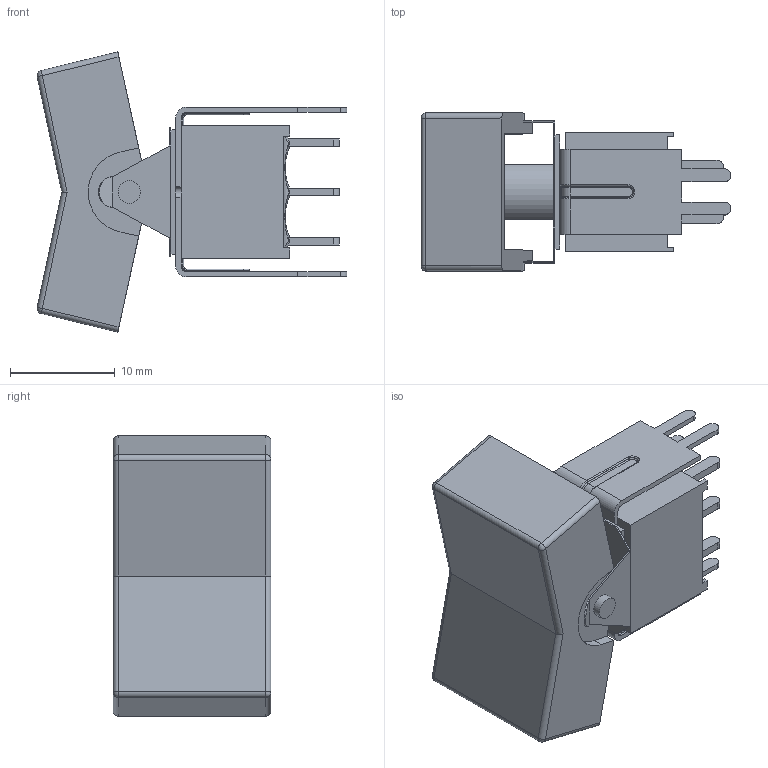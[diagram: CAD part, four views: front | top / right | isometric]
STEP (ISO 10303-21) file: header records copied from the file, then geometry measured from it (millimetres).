
FILE_DESCRIPTION((' '),'2;1');
FILE_NAME('300AWDPxJ3xxxVS2xE.stp','2017-07-28T14:51:05',(' '),(' '),' ','ACIS',' ');
FILE_SCHEMA(('CONFIG_CONTROL_DESIGN'));
Length unit declared in the file: inch
Products named in the file (1): 300AWDPxJ3xxxVS2xE.stp
Bounding box: 29.65 x 15.11 x 26.8 mm (x, y, z)
Volume: 2966.1 mm3; surface area: 3742.1 mm2
Topology: 1 solids, 1 shells, 314 faces, 798 edges, 494 vertices
Faces by surface type: plane 156, cylinder 102, torus 36, bspline 16, sphere 4
Full cylindrical faces by diameter (mm): 2.15 x4
Entity records: 10266 total; most frequent: CARTESIAN_POINT 2563, DIRECTION 1616, ORIENTED_EDGE 1580, EDGE_CURVE 790, AXIS2_PLACEMENT_3D 576, VERTEX_POINT 490, VECTOR 464, LINE 464
